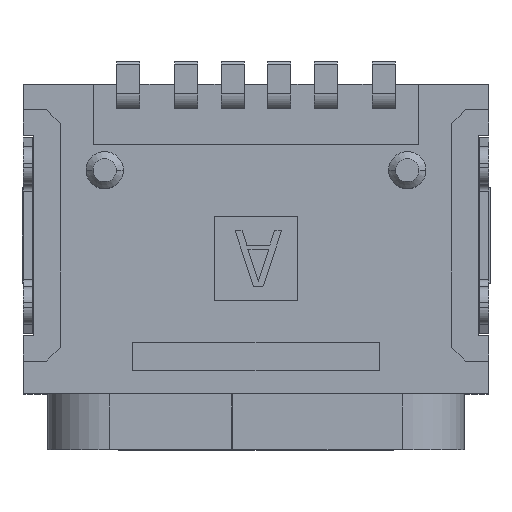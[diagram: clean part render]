
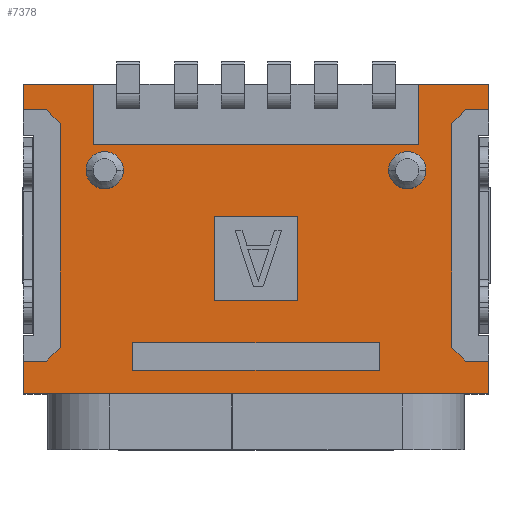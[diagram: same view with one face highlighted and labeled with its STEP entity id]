
A CAD part, top view. The second image highlights one B-rep face of the part: STEP entity #7378.
In plain terms, the highlighted planar face has unit normal (0, 0, 1).
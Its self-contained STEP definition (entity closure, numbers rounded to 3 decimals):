
#744=DIRECTION('',(1.,0.,0.));
#745=VECTOR('',#744,10.);
#746=CARTESIAN_POINT('',(-4.9,1.85,2.23));
#747=LINE('',#746,#745);
#909=DIRECTION('',(0.,-1.,0.));
#910=VECTOR('',#909,4.8);
#911=CARTESIAN_POINT('',(4.3,7.65,2.23));
#912=LINE('',#911,#910);
#913=DIRECTION('',(0.707,-0.707,0.));
#914=VECTOR('',#913,0.424);
#915=CARTESIAN_POINT('',(4.3,2.85,2.23));
#916=LINE('',#915,#914);
#917=DIRECTION('',(0.,-1.,0.));
#918=VECTOR('',#917,0.7);
#919=CARTESIAN_POINT('',(5.1,2.55,2.23));
#920=LINE('',#919,#918);
#921=DIRECTION('',(1.,0.,0.));
#922=VECTOR('',#921,0.5);
#923=CARTESIAN_POINT('',(-4.9,2.55,2.23));
#924=LINE('',#923,#922);
#925=DIRECTION('',(0.707,0.707,0.));
#926=VECTOR('',#925,0.424);
#927=CARTESIAN_POINT('',(-4.4,2.55,2.23));
#928=LINE('',#927,#926);
#929=DIRECTION('',(0.,1.,0.));
#930=VECTOR('',#929,4.8);
#931=CARTESIAN_POINT('',(-4.1,2.85,2.23));
#932=LINE('',#931,#930);
#933=DIRECTION('',(-0.707,0.707,0.));
#934=VECTOR('',#933,0.424);
#935=CARTESIAN_POINT('',(-4.1,7.65,2.23));
#936=LINE('',#935,#934);
#937=DIRECTION('',(1.,0.,0.));
#938=VECTOR('',#937,1.505);
#939=CARTESIAN_POINT('',(-4.9,8.5,2.23));
#940=LINE('',#939,#938);
#941=DIRECTION('',(1.,0.,0.));
#942=VECTOR('',#941,6.99);
#943=CARTESIAN_POINT('',(-3.395,7.2,2.23));
#944=LINE('',#943,#942);
#945=DIRECTION('',(1.,0.,0.));
#946=VECTOR('',#945,1.505);
#947=CARTESIAN_POINT('',(3.595,8.5,2.23));
#948=LINE('',#947,#946);
#949=DIRECTION('',(0.,-1.,0.));
#950=VECTOR('',#949,0.55);
#951=CARTESIAN_POINT('',(5.1,8.5,2.23));
#952=LINE('',#951,#950);
#953=DIRECTION('',(-1.,0.,0.));
#954=VECTOR('',#953,0.5);
#955=CARTESIAN_POINT('',(5.1,7.95,2.23));
#956=LINE('',#955,#954);
#957=DIRECTION('',(-0.707,-0.707,0.));
#958=VECTOR('',#957,0.424);
#959=CARTESIAN_POINT('',(4.6,7.95,2.23));
#960=LINE('',#959,#958);
#961=CARTESIAN_POINT('',(3.35,6.65,2.23));
#962=DIRECTION('',(0.,0.,1.));
#963=DIRECTION('',(1.,0.,0.));
#964=AXIS2_PLACEMENT_3D('',#961,#962,#963);
#966=CARTESIAN_POINT('',(3.35,6.65,2.23));
#967=DIRECTION('',(0.,0.,1.));
#968=DIRECTION('',(-1.,0.,0.));
#969=AXIS2_PLACEMENT_3D('',#966,#967,#968);
#971=CARTESIAN_POINT('',(-3.15,6.65,2.23));
#972=DIRECTION('',(0.,0.,1.));
#973=DIRECTION('',(-1.,0.,0.));
#974=AXIS2_PLACEMENT_3D('',#971,#972,#973);
#976=CARTESIAN_POINT('',(-3.15,6.65,2.23));
#977=DIRECTION('',(0.,0.,1.));
#978=DIRECTION('',(1.,0.,0.));
#979=AXIS2_PLACEMENT_3D('',#976,#977,#978);
#981=DIRECTION('',(0.,-1.,0.));
#982=VECTOR('',#981,0.6);
#983=CARTESIAN_POINT('',(-2.55,2.95,2.23));
#984=LINE('',#983,#982);
#985=DIRECTION('',(1.,0.,0.));
#986=VECTOR('',#985,5.3);
#987=CARTESIAN_POINT('',(-2.55,2.35,2.23));
#988=LINE('',#987,#986);
#989=DIRECTION('',(0.,1.,0.));
#990=VECTOR('',#989,0.6);
#991=CARTESIAN_POINT('',(2.75,2.35,2.23));
#992=LINE('',#991,#990);
#993=DIRECTION('',(-1.,0.,0.));
#994=VECTOR('',#993,5.3);
#995=CARTESIAN_POINT('',(2.75,2.95,2.23));
#996=LINE('',#995,#994);
#997=DIRECTION('',(0.,-1.,0.));
#998=VECTOR('',#997,1.8);
#999=CARTESIAN_POINT('',(-0.8,5.65,2.23));
#1000=LINE('',#999,#998);
#1001=DIRECTION('',(1.,0.,0.));
#1002=VECTOR('',#1001,1.8);
#1003=CARTESIAN_POINT('',(-0.8,3.85,2.23));
#1004=LINE('',#1003,#1002);
#1005=DIRECTION('',(0.,1.,0.));
#1006=VECTOR('',#1005,1.8);
#1007=CARTESIAN_POINT('',(1.,3.85,2.23));
#1008=LINE('',#1007,#1006);
#1009=DIRECTION('',(-1.,0.,0.));
#1010=VECTOR('',#1009,1.8);
#1011=CARTESIAN_POINT('',(1.,5.65,2.23));
#1012=LINE('',#1011,#1010);
#1025=DIRECTION('',(-1.,0.,0.));
#1026=VECTOR('',#1025,0.5);
#1027=CARTESIAN_POINT('',(5.1,2.55,2.23));
#1028=LINE('',#1027,#1026);
#1029=DIRECTION('',(0.,-1.,0.));
#1030=VECTOR('',#1029,0.7);
#1031=CARTESIAN_POINT('',(-4.9,2.55,2.23));
#1032=LINE('',#1031,#1030);
#1542=DIRECTION('',(0.,-1.,0.));
#1543=VECTOR('',#1542,1.3);
#1544=CARTESIAN_POINT('',(3.595,8.5,2.23));
#1545=LINE('',#1544,#1543);
#1562=DIRECTION('',(0.,1.,0.));
#1563=VECTOR('',#1562,1.3);
#1564=CARTESIAN_POINT('',(-3.395,7.2,2.23));
#1565=LINE('',#1564,#1563);
#1924=DIRECTION('',(0.,-1.,0.));
#1925=VECTOR('',#1924,0.55);
#1926=CARTESIAN_POINT('',(-4.9,8.5,2.23));
#1927=LINE('',#1926,#1925);
#1952=DIRECTION('',(1.,0.,0.));
#1953=VECTOR('',#1952,0.5);
#1954=CARTESIAN_POINT('',(-4.9,7.95,2.23));
#1955=LINE('',#1954,#1953);
#4615=CARTESIAN_POINT('',(4.3,7.65,2.23));
#4616=CARTESIAN_POINT('',(4.3,2.85,2.23));
#4617=VERTEX_POINT('',#4615);
#4618=VERTEX_POINT('',#4616);
#4619=CARTESIAN_POINT('',(4.6,2.55,2.23));
#4620=VERTEX_POINT('',#4619);
#4621=CARTESIAN_POINT('',(5.1,2.55,2.23));
#4622=VERTEX_POINT('',#4621);
#4623=CARTESIAN_POINT('',(5.1,1.85,2.23));
#4624=VERTEX_POINT('',#4623);
#4625=CARTESIAN_POINT('',(-4.9,1.85,2.23));
#4626=VERTEX_POINT('',#4625);
#4627=CARTESIAN_POINT('',(-4.9,2.55,2.23));
#4628=VERTEX_POINT('',#4627);
#4629=CARTESIAN_POINT('',(-4.4,2.55,2.23));
#4630=VERTEX_POINT('',#4629);
#4631=CARTESIAN_POINT('',(-4.1,2.85,2.23));
#4632=VERTEX_POINT('',#4631);
#4633=CARTESIAN_POINT('',(-4.1,7.65,2.23));
#4634=VERTEX_POINT('',#4633);
#4635=CARTESIAN_POINT('',(-4.4,7.95,2.23));
#4636=VERTEX_POINT('',#4635);
#4637=CARTESIAN_POINT('',(-4.9,7.95,2.23));
#4638=VERTEX_POINT('',#4637);
#4639=CARTESIAN_POINT('',(-4.9,8.5,2.23));
#4640=VERTEX_POINT('',#4639);
#4641=CARTESIAN_POINT('',(-3.395,8.5,2.23));
#4642=VERTEX_POINT('',#4641);
#4643=CARTESIAN_POINT('',(-3.395,7.2,2.23));
#4644=VERTEX_POINT('',#4643);
#4645=CARTESIAN_POINT('',(3.595,7.2,2.23));
#4646=VERTEX_POINT('',#4645);
#4647=CARTESIAN_POINT('',(3.595,8.5,2.23));
#4648=VERTEX_POINT('',#4647);
#4649=CARTESIAN_POINT('',(5.1,8.5,2.23));
#4650=VERTEX_POINT('',#4649);
#4651=CARTESIAN_POINT('',(5.1,7.95,2.23));
#4652=VERTEX_POINT('',#4651);
#4653=CARTESIAN_POINT('',(4.6,7.95,2.23));
#4654=VERTEX_POINT('',#4653);
#4655=CARTESIAN_POINT('',(3.75,6.65,2.23));
#4656=CARTESIAN_POINT('',(2.95,6.65,2.23));
#4657=VERTEX_POINT('',#4655);
#4658=VERTEX_POINT('',#4656);
#4659=CARTESIAN_POINT('',(-3.55,6.65,2.23));
#4660=CARTESIAN_POINT('',(-2.75,6.65,2.23));
#4661=VERTEX_POINT('',#4659);
#4662=VERTEX_POINT('',#4660);
#4663=CARTESIAN_POINT('',(-2.55,2.95,2.23));
#4664=CARTESIAN_POINT('',(-2.55,2.35,2.23));
#4665=VERTEX_POINT('',#4663);
#4666=VERTEX_POINT('',#4664);
#4667=CARTESIAN_POINT('',(2.75,2.35,2.23));
#4668=VERTEX_POINT('',#4667);
#4669=CARTESIAN_POINT('',(2.75,2.95,2.23));
#4670=VERTEX_POINT('',#4669);
#4671=CARTESIAN_POINT('',(-0.8,5.65,2.23));
#4672=CARTESIAN_POINT('',(-0.8,3.85,2.23));
#4673=VERTEX_POINT('',#4671);
#4674=VERTEX_POINT('',#4672);
#4675=CARTESIAN_POINT('',(1.,3.85,2.23));
#4676=VERTEX_POINT('',#4675);
#4677=CARTESIAN_POINT('',(1.,5.65,2.23));
#4678=VERTEX_POINT('',#4677);
#7304=CARTESIAN_POINT('',(-4.97,0.,2.23));
#7305=DIRECTION('',(0.,0.,1.));
#7306=DIRECTION('',(1.,0.,0.));
#7307=AXIS2_PLACEMENT_3D('',#7304,#7305,#7306);
#7308=PLANE('',#7307);
#7309=ORIENTED_EDGE('',*,*,#7271,.T.);
#7311=ORIENTED_EDGE('',*,*,#7310,.T.);
#7313=ORIENTED_EDGE('',*,*,#7312,.F.);
#7314=ORIENTED_EDGE('',*,*,#7228,.T.);
#7315=ORIENTED_EDGE('',*,*,#7137,.F.);
#7317=ORIENTED_EDGE('',*,*,#7316,.F.);
#7319=ORIENTED_EDGE('',*,*,#7318,.T.);
#7321=ORIENTED_EDGE('',*,*,#7320,.T.);
#7323=ORIENTED_EDGE('',*,*,#7322,.T.);
#7325=ORIENTED_EDGE('',*,*,#7324,.T.);
#7327=ORIENTED_EDGE('',*,*,#7326,.F.);
#7329=ORIENTED_EDGE('',*,*,#7328,.F.);
#7331=ORIENTED_EDGE('',*,*,#7330,.T.);
#7333=ORIENTED_EDGE('',*,*,#7332,.F.);
#7335=ORIENTED_EDGE('',*,*,#7334,.T.);
#7337=ORIENTED_EDGE('',*,*,#7336,.F.);
#7339=ORIENTED_EDGE('',*,*,#7338,.T.);
#7341=ORIENTED_EDGE('',*,*,#7340,.T.);
#7342=ORIENTED_EDGE('',*,*,#7297,.T.);
#7343=ORIENTED_EDGE('',*,*,#7285,.T.);
#7344=EDGE_LOOP('',(#7309,#7311,#7313,#7314,#7315,#7317,#7319,#7321,#7323,#7325,
#7327,#7329,#7331,#7333,#7335,#7337,#7339,#7341,#7342,#7343));
#7345=FACE_OUTER_BOUND('',#7344,.F.);
#7347=ORIENTED_EDGE('',*,*,#7346,.T.);
#7349=ORIENTED_EDGE('',*,*,#7348,.T.);
#7350=EDGE_LOOP('',(#7347,#7349));
#7351=FACE_BOUND('',#7350,.F.);
#7353=ORIENTED_EDGE('',*,*,#7352,.T.);
#7355=ORIENTED_EDGE('',*,*,#7354,.T.);
#7356=EDGE_LOOP('',(#7353,#7355));
#7357=FACE_BOUND('',#7356,.F.);
#7359=ORIENTED_EDGE('',*,*,#7358,.T.);
#7361=ORIENTED_EDGE('',*,*,#7360,.T.);
#7363=ORIENTED_EDGE('',*,*,#7362,.T.);
#7365=ORIENTED_EDGE('',*,*,#7364,.T.);
#7366=EDGE_LOOP('',(#7359,#7361,#7363,#7365));
#7367=FACE_BOUND('',#7366,.F.);
#7369=ORIENTED_EDGE('',*,*,#7368,.T.);
#7371=ORIENTED_EDGE('',*,*,#7370,.T.);
#7373=ORIENTED_EDGE('',*,*,#7372,.T.);
#7375=ORIENTED_EDGE('',*,*,#7374,.T.);
#7376=EDGE_LOOP('',(#7369,#7371,#7373,#7375));
#7377=FACE_BOUND('',#7376,.F.);
#7378=ADVANCED_FACE('',(#7345,#7351,#7357,#7367,#7377),#7308,.T.);
#965=CIRCLE('',#964,0.4);
#970=CIRCLE('',#969,0.4);
#975=CIRCLE('',#974,0.4);
#980=CIRCLE('',#979,0.4);
#7137=EDGE_CURVE('',#4626,#4624,#747,.T.);
#7228=EDGE_CURVE('',#4622,#4624,#920,.T.);
#7271=EDGE_CURVE('',#4617,#4618,#912,.T.);
#7285=EDGE_CURVE('',#4654,#4617,#960,.T.);
#7297=EDGE_CURVE('',#4652,#4654,#956,.T.);
#7310=EDGE_CURVE('',#4618,#4620,#916,.T.);
#7312=EDGE_CURVE('',#4622,#4620,#1028,.T.);
#7316=EDGE_CURVE('',#4628,#4626,#1032,.T.);
#7318=EDGE_CURVE('',#4628,#4630,#924,.T.);
#7320=EDGE_CURVE('',#4630,#4632,#928,.T.);
#7322=EDGE_CURVE('',#4632,#4634,#932,.T.);
#7324=EDGE_CURVE('',#4634,#4636,#936,.T.);
#7326=EDGE_CURVE('',#4638,#4636,#1955,.T.);
#7328=EDGE_CURVE('',#4640,#4638,#1927,.T.);
#7330=EDGE_CURVE('',#4640,#4642,#940,.T.);
#7332=EDGE_CURVE('',#4644,#4642,#1565,.T.);
#7334=EDGE_CURVE('',#4644,#4646,#944,.T.);
#7336=EDGE_CURVE('',#4648,#4646,#1545,.T.);
#7338=EDGE_CURVE('',#4648,#4650,#948,.T.);
#7340=EDGE_CURVE('',#4650,#4652,#952,.T.);
#7346=EDGE_CURVE('',#4657,#4658,#965,.T.);
#7348=EDGE_CURVE('',#4658,#4657,#970,.T.);
#7352=EDGE_CURVE('',#4661,#4662,#975,.T.);
#7354=EDGE_CURVE('',#4662,#4661,#980,.T.);
#7358=EDGE_CURVE('',#4665,#4666,#984,.T.);
#7360=EDGE_CURVE('',#4666,#4668,#988,.T.);
#7362=EDGE_CURVE('',#4668,#4670,#992,.T.);
#7364=EDGE_CURVE('',#4670,#4665,#996,.T.);
#7368=EDGE_CURVE('',#4673,#4674,#1000,.T.);
#7370=EDGE_CURVE('',#4674,#4676,#1004,.T.);
#7372=EDGE_CURVE('',#4676,#4678,#1008,.T.);
#7374=EDGE_CURVE('',#4678,#4673,#1012,.T.);
